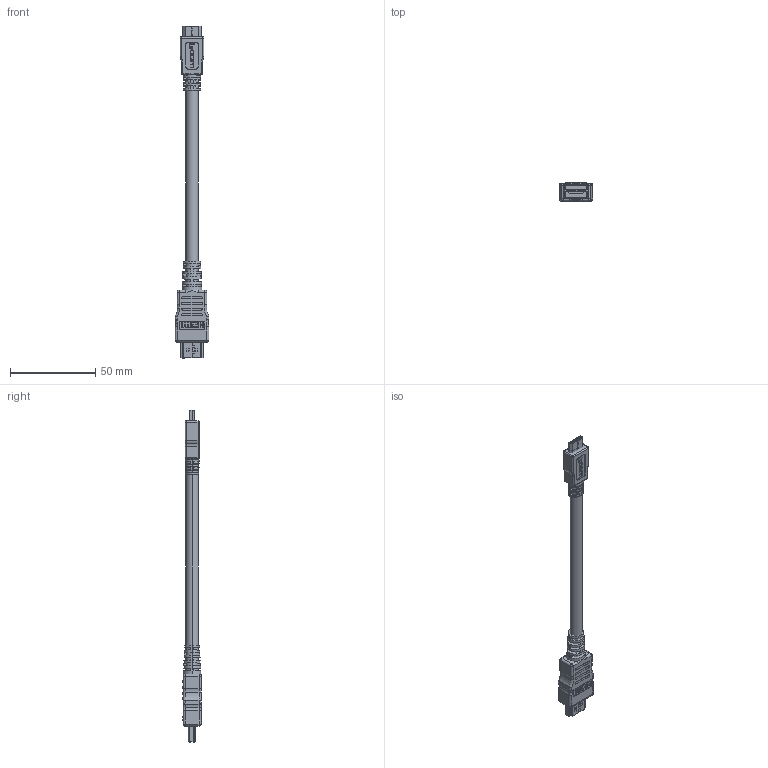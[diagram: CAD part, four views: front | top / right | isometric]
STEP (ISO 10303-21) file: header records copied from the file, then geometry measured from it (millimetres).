
FILE_DESCRIPTION (( 'STEP AP214' ), '1' );
FILE_NAME ('MHD-HD.STEP', '2017-12-22T17:43:15', ( '' ), ( '' ), 'SwSTEP 2.0', 'SolidWorks 2014', '' );
FILE_SCHEMA (( 'AUTOMOTIVE_DESIGN' ));
Length unit declared in the file: inch
Products named in the file (12): 3AB14-022-MA2; MHD-HD; MTN-519; MTN-520; 1AH05-006; MTN-518___; 1AH05-007___; 1AH05-007-MA3___; 1AH05-007-MA1___; 1AH05-007-MA2___; MTN-518_with Global Connectivity logo
Assembly tree (11 placements, depth 4):
  MHD-HD
    3AB14-022-MA2
    MTN-518___
      MTN-518_with Global Connectivity logo
      1AH05-007___
        1AH05-007-MA2___
        1AH05-007-MA1___
        1AH05-007-MA3___
    MTN-519
      MTN-519
      1AH05-006
      MTN-520
Bounding box: 19.9 x 10.88 x 194.39 mm (x, y, z)
Volume: 16576.9 mm3; surface area: 13734.1 mm2
Topology: 27 solids, 27 shells, 3005 faces, 7938 edges, 5188 vertices
Faces by surface type: plane 2409, cylinder 401, bspline 137, torus 32, sphere 24, cone 2
Entity records: 104816 total; most frequent: CARTESIAN_POINT 22936, ORIENTED_EDGE 15792, DIRECTION 13997, EDGE_CURVE 7896, VECTOR 6639, LINE 6639, VERTEX_POINT 5188, AXIS2_PLACEMENT_3D 3679
